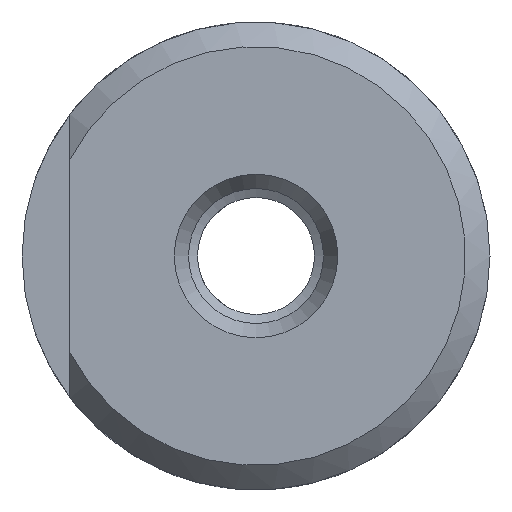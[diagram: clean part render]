
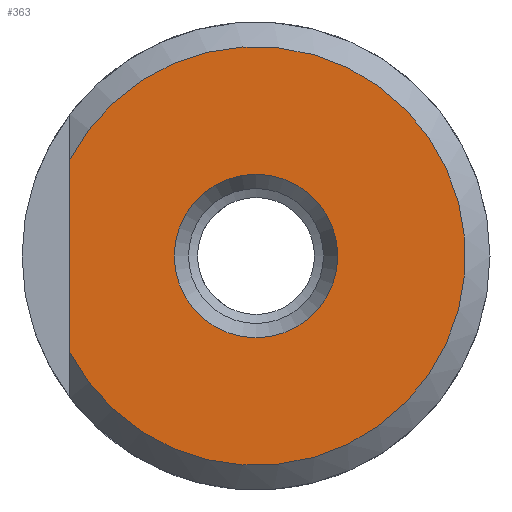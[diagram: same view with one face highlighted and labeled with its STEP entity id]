
A CAD part, left-side view. The second image highlights one B-rep face of the part: STEP entity #363.
In plain terms, the highlighted planar face has unit normal (-1, 0, 0).
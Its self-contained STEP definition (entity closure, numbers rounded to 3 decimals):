
#27=FACE_BOUND('',#77,.T.);
#54=FACE_OUTER_BOUND('',#76,.T.);
#76=EDGE_LOOP('',(#328,#329));
#77=EDGE_LOOP('',(#330,#331));
#82=LINE('',#572,#96);
#96=VECTOR('',#448,10.);
#139=CIRCLE('',#432,3.327);
#140=CIRCLE('',#433,3.327);
#141=CIRCLE('',#435,8.525);
#145=VERTEX_POINT('',#567);
#146=VERTEX_POINT('',#571);
#179=VERTEX_POINT('',#733);
#180=VERTEX_POINT('',#735);
#185=EDGE_CURVE('',#146,#145,#82,.T.);
#231=EDGE_CURVE('',#180,#179,#139,.T.);
#232=EDGE_CURVE('',#179,#180,#140,.T.);
#233=EDGE_CURVE('',#146,#145,#141,.T.);
#328=ORIENTED_EDGE('',*,*,#185,.T.);
#329=ORIENTED_EDGE('',*,*,#233,.F.);
#330=ORIENTED_EDGE('',*,*,#231,.T.);
#331=ORIENTED_EDGE('',*,*,#232,.T.);
#347=PLANE('',#434);
#363=ADVANCED_FACE('',(#54,#27),#347,.T.);
#432=AXIS2_PLACEMENT_3D('',#736,#545,#546);
#433=AXIS2_PLACEMENT_3D('',#737,#547,#548);
#434=AXIS2_PLACEMENT_3D('',#738,#549,#550);
#435=AXIS2_PLACEMENT_3D('',#739,#551,#552);
#448=DIRECTION('',(0.,0.,-1.));
#545=DIRECTION('center_axis',(1.,0.,0.));
#546=DIRECTION('ref_axis',(0.,0.,-1.));
#547=DIRECTION('center_axis',(1.,0.,0.));
#548=DIRECTION('ref_axis',(0.,0.,-1.));
#549=DIRECTION('center_axis',(-1.,0.,0.));
#550=DIRECTION('ref_axis',(0.,0.,1.));
#551=DIRECTION('center_axis',(1.,0.,0.));
#552=DIRECTION('ref_axis',(0.,0.,-1.));
#567=CARTESIAN_POINT('',(-152.4,7.575,-3.911));
#571=CARTESIAN_POINT('',(-152.4,7.575,3.911));
#572=CARTESIAN_POINT('',(-152.4,7.575,0.));
#733=CARTESIAN_POINT('',(-152.4,-3.327,0.));
#735=CARTESIAN_POINT('',(-152.4,3.327,0.));
#736=CARTESIAN_POINT('Origin',(-152.4,0.,0.));
#737=CARTESIAN_POINT('Origin',(-152.4,0.,0.));
#738=CARTESIAN_POINT('Origin',(-152.4,8.525,0.));
#739=CARTESIAN_POINT('Origin',(-152.4,0.,0.));
